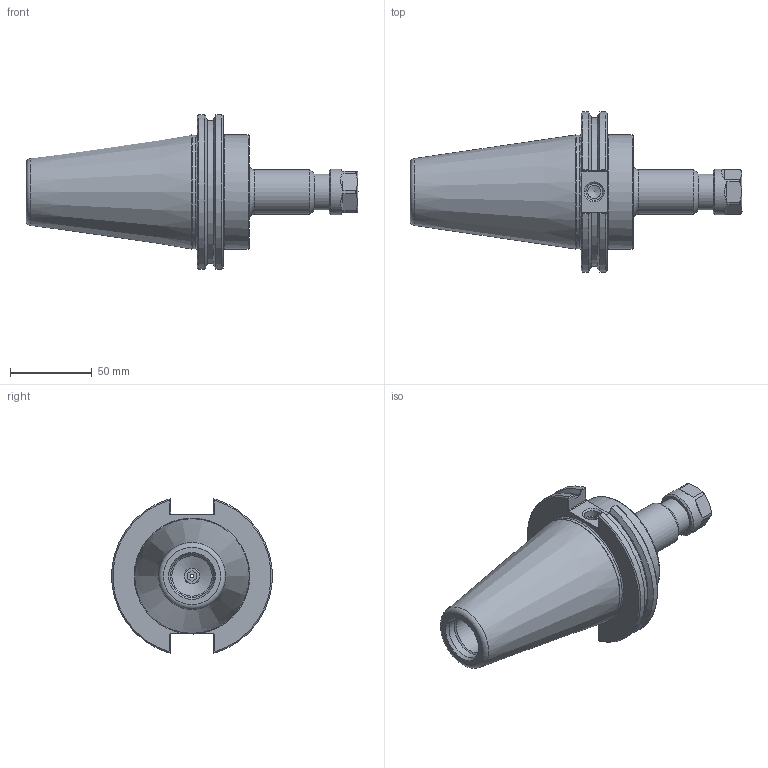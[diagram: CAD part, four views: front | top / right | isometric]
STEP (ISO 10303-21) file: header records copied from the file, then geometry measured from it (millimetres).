
FILE_DESCRIPTION(/* description */ ('ER COLLET CHUCK'),/* implementation_level */ '2;1');
FILE_NAME(/* name */ 'C50-16ERF400.stp',/* time_stamp */ '2017-01-23T10:07:06-05:00',/* author */ ('davhar'),/* organization */ (''),/* preprocessor_version */ 'ST-DEVELOPER v16.1',/* originating_system */ 'Autodesk Inventor 2016',/* authorisation */ '24.4 in^3');
FILE_SCHEMA (('AUTOMOTIVE_DESIGN { 1 0 10303 214 3 1 1 }'));
Length unit declared in the file: inch
Products named in the file (4): C50-16ER4-1; 16ERHN; BS-20; C50-16ERF400
Assembly tree (3 placements, depth 2):
  C50-16ERF400
    C50-16ER4-1
    16ERHN
    BS-20
Bounding box: 203.2 x 98.06 x 94.71 mm (x, y, z)
Volume: 394603.4 mm3; surface area: 59708.9 mm2
Topology: 3 solids, 3 shells, 143 faces, 362 edges, 231 vertices
Faces by surface type: plane 59, cylinder 38, cone 27, torus 11, bspline 8
Full cylindrical faces by diameter (mm): 2.286 x1, 8 x1, 9.461 x1, 9.728 x1, 10.135 x1, 10.973 x1, 11.176 x1, 12.4 x1, 20.5 x1, 22 x1, 23 x1, 24.638 x1, 26.365 x1, 27.432 x1, 28 x1, 69.342 x1, 69.85 x1
Entity records: 5133 total; most frequent: CARTESIAN_POINT 1814, DIRECTION 632, ORIENTED_EDGE 622, EDGE_CURVE 311, AXIS2_PLACEMENT_3D 255, VERTEX_POINT 221, EDGE_LOOP 196, FACE_OUTER_BOUND 143
